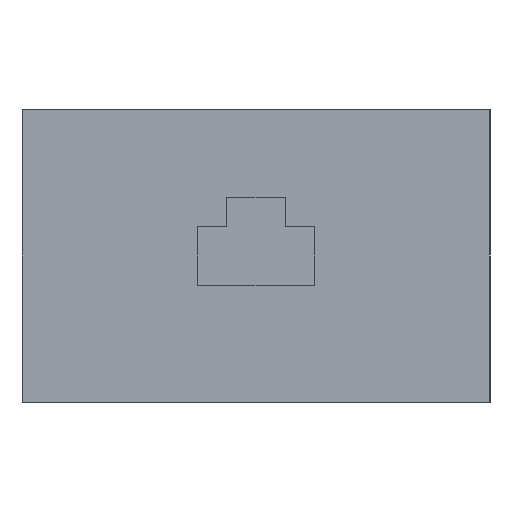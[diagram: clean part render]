
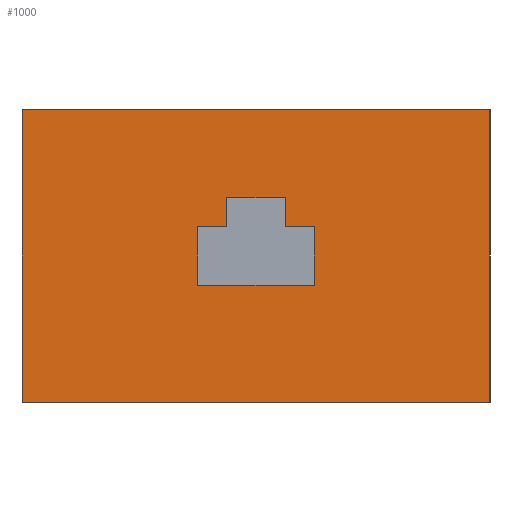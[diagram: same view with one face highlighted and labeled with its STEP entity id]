
A CAD part, left-side view. The second image highlights one B-rep face of the part: STEP entity #1000.
In plain terms, the highlighted planar face has unit normal (-1, 0, 0).
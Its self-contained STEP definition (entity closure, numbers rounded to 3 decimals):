
#65=ORIENTED_EDGE('',*,*,#335,.T.);
#66=ORIENTED_EDGE('',*,*,#337,.T.);
#67=ORIENTED_EDGE('',*,*,#338,.T.);
#68=ORIENTED_EDGE('',*,*,#339,.T.);
#69=ORIENTED_EDGE('',*,*,#340,.T.);
#70=ORIENTED_EDGE('',*,*,#341,.T.);
#71=ORIENTED_EDGE('',*,*,#342,.T.);
#72=ORIENTED_EDGE('',*,*,#343,.T.);
#73=ORIENTED_EDGE('',*,*,#332,.T.);
#74=ORIENTED_EDGE('',*,*,#344,.F.);
#75=ORIENTED_EDGE('',*,*,#345,.F.);
#76=ORIENTED_EDGE('',*,*,#346,.T.);
#332=EDGE_CURVE('',#466,#468,#559,.T.);
#335=EDGE_CURVE('',#472,#471,#562,.T.);
#337=EDGE_CURVE('',#471,#473,#564,.T.);
#338=EDGE_CURVE('',#473,#474,#565,.T.);
#339=EDGE_CURVE('',#474,#475,#566,.T.);
#340=EDGE_CURVE('',#475,#476,#567,.T.);
#341=EDGE_CURVE('',#476,#477,#568,.T.);
#342=EDGE_CURVE('',#477,#478,#569,.T.);
#343=EDGE_CURVE('',#478,#472,#570,.T.);
#344=EDGE_CURVE('',#479,#468,#571,.T.);
#345=EDGE_CURVE('',#480,#479,#572,.T.);
#346=EDGE_CURVE('',#480,#466,#573,.T.);
#466=VERTEX_POINT('',#1435);
#468=VERTEX_POINT('',#1439);
#471=VERTEX_POINT('',#1446);
#472=VERTEX_POINT('',#1448);
#473=VERTEX_POINT('',#1452);
#474=VERTEX_POINT('',#1454);
#475=VERTEX_POINT('',#1456);
#476=VERTEX_POINT('',#1458);
#477=VERTEX_POINT('',#1460);
#478=VERTEX_POINT('',#1462);
#479=VERTEX_POINT('',#1465);
#480=VERTEX_POINT('',#1467);
#559=LINE('',#1440,#679);
#562=LINE('',#1447,#682);
#564=LINE('',#1451,#684);
#565=LINE('',#1453,#685);
#566=LINE('',#1455,#686);
#567=LINE('',#1457,#687);
#568=LINE('',#1459,#688);
#569=LINE('',#1461,#689);
#570=LINE('',#1463,#690);
#571=LINE('',#1464,#691);
#572=LINE('',#1466,#692);
#573=LINE('',#1468,#693);
#679=VECTOR('',#1166,1000.);
#682=VECTOR('',#1171,1000.);
#684=VECTOR('',#1175,1000.);
#685=VECTOR('',#1176,1000.);
#686=VECTOR('',#1177,1000.);
#687=VECTOR('',#1178,1000.);
#688=VECTOR('',#1179,1000.);
#689=VECTOR('',#1180,1000.);
#690=VECTOR('',#1181,1000.);
#691=VECTOR('',#1182,1000.);
#692=VECTOR('',#1183,1000.);
#693=VECTOR('',#1184,1000.);
#797=EDGE_LOOP('',(#65,#66,#67,#68,#69,#70,#71,#72));
#798=EDGE_LOOP('',(#73,#74,#75,#76));
#877=FACE_BOUND('',#797,.T.);
#878=FACE_BOUND('',#798,.T.);
#952=PLANE('',#1074);
#1000=ADVANCED_FACE('',(#877,#878),#952,.F.);
#1074=AXIS2_PLACEMENT_3D('',#1450,#1173,#1174);
#1166=DIRECTION('',(0.,-1.,0.));
#1171=DIRECTION('',(0.,-1.,0.));
#1173=DIRECTION('',(1.,0.,0.));
#1174=DIRECTION('',(0.,1.,0.));
#1175=DIRECTION('',(0.,0.,1.));
#1176=DIRECTION('',(0.,-1.,0.));
#1177=DIRECTION('',(0.,0.,-1.));
#1178=DIRECTION('',(0.,-1.,0.));
#1179=DIRECTION('',(0.,0.,-1.));
#1180=DIRECTION('',(0.,1.,0.));
#1181=DIRECTION('',(0.,0.,1.));
#1182=DIRECTION('',(0.,0.,-1.));
#1183=DIRECTION('',(0.,-1.,0.));
#1184=DIRECTION('',(0.,0.,-1.));
#1435=CARTESIAN_POINT('',(-70.283,40.,0.));
#1439=CARTESIAN_POINT('',(-70.283,-40.,0.));
#1440=CARTESIAN_POINT('',(-70.283,40.,0.));
#1446=CARTESIAN_POINT('',(-70.283,5.,30.));
#1447=CARTESIAN_POINT('',(-70.283,10.,30.));
#1448=CARTESIAN_POINT('',(-70.283,10.,30.));
#1450=CARTESIAN_POINT('',(-70.283,40.,50.));
#1451=CARTESIAN_POINT('',(-70.283,5.,30.));
#1452=CARTESIAN_POINT('',(-70.283,5.,35.));
#1453=CARTESIAN_POINT('',(-70.283,5.,35.));
#1454=CARTESIAN_POINT('',(-70.283,-5.,35.));
#1455=CARTESIAN_POINT('',(-70.283,-5.,35.));
#1456=CARTESIAN_POINT('',(-70.283,-5.,30.));
#1457=CARTESIAN_POINT('',(-70.283,10.,30.));
#1458=CARTESIAN_POINT('',(-70.283,-10.,30.));
#1459=CARTESIAN_POINT('',(-70.283,-10.,30.));
#1460=CARTESIAN_POINT('',(-70.283,-10.,20.));
#1461=CARTESIAN_POINT('',(-70.283,-10.,20.));
#1462=CARTESIAN_POINT('',(-70.283,10.,20.));
#1463=CARTESIAN_POINT('',(-70.283,10.,20.));
#1464=CARTESIAN_POINT('',(-70.283,-40.,50.));
#1465=CARTESIAN_POINT('',(-70.283,-40.,50.));
#1466=CARTESIAN_POINT('',(-70.283,40.,50.));
#1467=CARTESIAN_POINT('',(-70.283,40.,50.));
#1468=CARTESIAN_POINT('',(-70.283,40.,50.));
